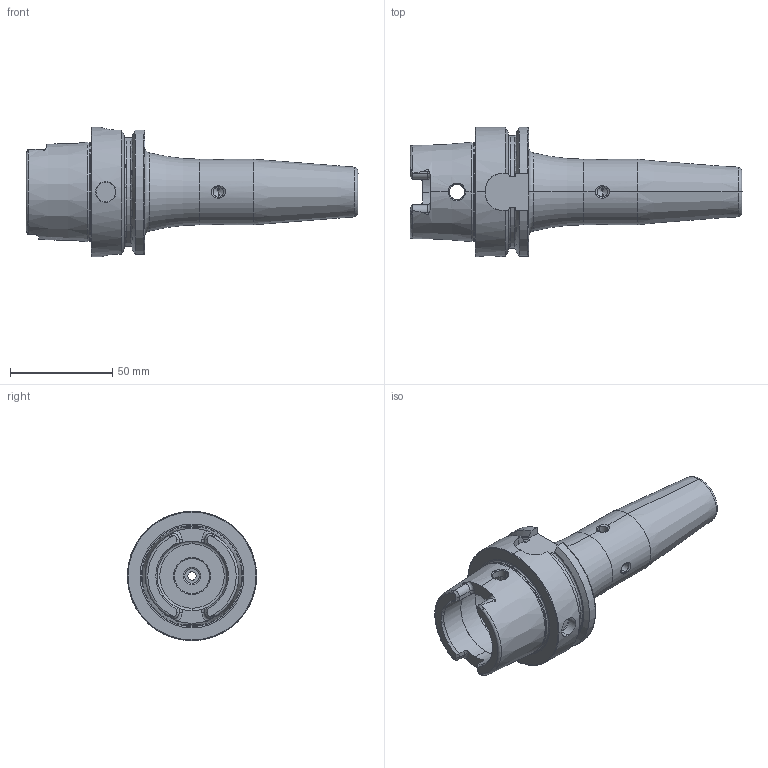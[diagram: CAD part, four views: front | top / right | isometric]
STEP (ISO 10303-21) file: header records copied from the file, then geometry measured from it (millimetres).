
FILE_DESCRIPTION (( 'STEP AP203' ), '1' );
FILE_NAME ('HA6-S10.K21.130.STEP', '2012-10-11T11:00:34', ( 'baer' ), ( 'Hewlett-Packard Company' ), 'SwSTEP 2.0', 'SolidWorks 2012', '' );
FILE_SCHEMA (( 'CONFIG_CONTROL_DESIGN' ));
Length unit declared in the file: millimetre
Products named in the file (4): HA6-S10.K21.130_C_Fertigbearbeitung; ERU-CJ2.001.006; ERU-AN3.K01.020_A; HA6-S10.K21.130
Assembly tree (4 placements, depth 2):
  HA6-S10.K21.130
    HA6-S10.K21.130_C_Fertigbearbeitung
    ERU-CJ2.001.006  x2
    ERU-AN3.K01.020_A
Bounding box: 161.98 x 63 x 63 mm (x, y, z)
Volume: 151809.5 mm3; surface area: 36697.1 mm2
Topology: 4 solids, 4 shells, 311 faces, 785 edges, 477 vertices
Faces by surface type: plane 101, cylinder 85, cone 72, torus 41, bspline 12
Entity records: 11185 total; most frequent: CARTESIAN_POINT 3881, ORIENTED_EDGE 1478, DIRECTION 1392, EDGE_CURVE 739, AXIS2_PLACEMENT_3D 545, VERTEX_POINT 457, EDGE_LOOP 316, VECTOR 302
